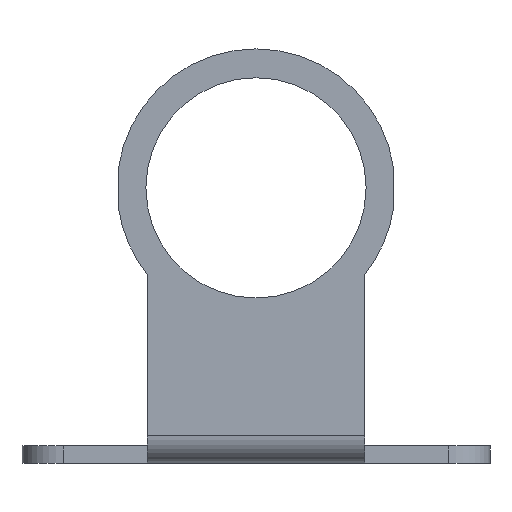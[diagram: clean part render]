
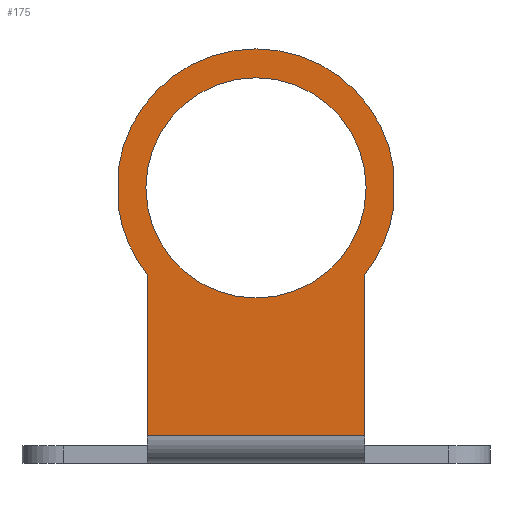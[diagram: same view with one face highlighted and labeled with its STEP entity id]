
A CAD part, front view. The second image highlights one B-rep face of the part: STEP entity #175.
In plain terms, the highlighted planar face has unit normal (0, -1, 0).
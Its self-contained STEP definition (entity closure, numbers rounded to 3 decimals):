
#10 = ORIENTED_EDGE ( 'NONE', *, *, #864, .F. ) ;
#18 = DIRECTION ( 'NONE',  ( 0., 0., -1. ) ) ;
#39 = VECTOR ( 'NONE', #384, 1000. ) ;
#82 = CIRCLE ( 'NONE', #602, 16. ) ;
#88 = VERTEX_POINT ( 'NONE', #1061 ) ;
#99 = LINE ( 'NONE', #531, #449 ) ;
#102 = FACE_OUTER_BOUND ( 'NONE', #671, .T. ) ;
#103 = EDGE_CURVE ( 'NONE', #567, #987, #717, .T. ) ;
#107 = ORIENTED_EDGE ( 'NONE', *, *, #807, .F. ) ;
#128 = CARTESIAN_POINT ( 'NONE',  ( 0., 0., 40. ) ) ;
#143 = CARTESIAN_POINT ( 'NONE',  ( -20., 0., 0. ) ) ;
#157 = EDGE_CURVE ( 'NONE', #358, #760, #461, .T. ) ;
#171 = ORIENTED_EDGE ( 'NONE', *, *, #302, .F. ) ;
#175 = ADVANCED_FACE ( 'NONE', ( #854, #102 ), #1077, .F. ) ;
#179 = AXIS2_PLACEMENT_3D ( 'NONE', #472, #741, #945 ) ;
#187 = AXIS2_PLACEMENT_3D ( 'NONE', #323, #429, #239 ) ;
#204 = DIRECTION ( 'NONE',  ( 0., 0., -1. ) ) ;
#239 = DIRECTION ( 'NONE',  ( 0., 0., 1. ) ) ;
#249 = CARTESIAN_POINT ( 'NONE',  ( 0., 0., 60.2 ) ) ;
#288 = AXIS2_PLACEMENT_3D ( 'NONE', #1166, #1151, #312 ) ;
#297 = CARTESIAN_POINT ( 'NONE',  ( 15.8, 0., 4. ) ) ;
#302 = EDGE_CURVE ( 'NONE', #308, #814, #99, .T. ) ;
#307 = VECTOR ( 'NONE', #204, 1000. ) ;
#308 = VERTEX_POINT ( 'NONE', #341 ) ;
#312 = DIRECTION ( 'NONE',  ( 0., 0., 1. ) ) ;
#323 = CARTESIAN_POINT ( 'NONE',  ( 0., 0., 40. ) ) ;
#335 = ORIENTED_EDGE ( 'NONE', *, *, #1068, .T. ) ;
#339 = EDGE_CURVE ( 'NONE', #760, #691, #622, .T. ) ;
#340 = CARTESIAN_POINT ( 'NONE',  ( -15.8, 0., 27.414 ) ) ;
#341 = CARTESIAN_POINT ( 'NONE',  ( -15.8, 0., 4. ) ) ;
#354 = DIRECTION ( 'NONE',  ( 0., 0., 1. ) ) ;
#358 = VERTEX_POINT ( 'NONE', #1214 ) ;
#367 = VECTOR ( 'NONE', #693, 1000. ) ;
#384 = DIRECTION ( 'NONE',  ( 1., 0., 0. ) ) ;
#391 = AXIS2_PLACEMENT_3D ( 'NONE', #1198, #1207, #354 ) ;
#403 = ORIENTED_EDGE ( 'NONE', *, *, #1143, .F. ) ;
#429 = DIRECTION ( 'NONE',  ( 0., 1., 0. ) ) ;
#442 = DIRECTION ( 'NONE',  ( 0., 1., 0. ) ) ;
#449 = VECTOR ( 'NONE', #450, 1000. ) ;
#450 = DIRECTION ( 'NONE',  ( 0., 0., 1. ) ) ;
#461 = CIRCLE ( 'NONE', #706, 20.2 ) ;
#472 = CARTESIAN_POINT ( 'NONE',  ( 0., 0., 40. ) ) ;
#473 = CIRCLE ( 'NONE', #179, 16. ) ;
#474 = CARTESIAN_POINT ( 'NONE',  ( 0., 0., 24. ) ) ;
#479 = CARTESIAN_POINT ( 'NONE',  ( 15.8, 0., 27.414 ) ) ;
#482 = EDGE_CURVE ( 'NONE', #761, #1065, #473, .T. ) ;
#492 = ORIENTED_EDGE ( 'NONE', *, *, #600, .T. ) ;
#496 = DIRECTION ( 'NONE',  ( 0., 1., 0. ) ) ;
#531 = CARTESIAN_POINT ( 'NONE',  ( -15.8, 0., 0. ) ) ;
#563 = LINE ( 'NONE', #297, #39 ) ;
#567 = VERTEX_POINT ( 'NONE', #479 ) ;
#578 = CARTESIAN_POINT ( 'NONE',  ( 15.8, 0., 27.414 ) ) ;
#588 = CARTESIAN_POINT ( 'NONE',  ( 20., 0., 42.835 ) ) ;
#600 = EDGE_CURVE ( 'NONE', #1065, #761, #82, .T. ) ;
#602 = AXIS2_PLACEMENT_3D ( 'NONE', #128, #496, #861 ) ;
#622 = CIRCLE ( 'NONE', #1069, 20.2 ) ;
#627 = ORIENTED_EDGE ( 'NONE', *, *, #482, .T. ) ;
#671 = EDGE_LOOP ( 'NONE', ( #171, #335, #778, #10, #1120, #901, #1019, #107, #403 ) ) ;
#683 = CARTESIAN_POINT ( 'NONE',  ( 0., 0., 40. ) ) ;
#691 = VERTEX_POINT ( 'NONE', #1054 ) ;
#693 = DIRECTION ( 'NONE',  ( 0., 0., 1. ) ) ;
#695 = DIRECTION ( 'NONE',  ( 0., 0., 1. ) ) ;
#706 = AXIS2_PLACEMENT_3D ( 'NONE', #683, #790, #695 ) ;
#711 = EDGE_CURVE ( 'NONE', #691, #961, #811, .T. ) ;
#717 = LINE ( 'NONE', #578, #307 ) ;
#741 = DIRECTION ( 'NONE',  ( 0., 1., 0. ) ) ;
#752 = CARTESIAN_POINT ( 'NONE',  ( 15.8, 0., 4. ) ) ;
#760 = VERTEX_POINT ( 'NONE', #249 ) ;
#761 = VERTEX_POINT ( 'NONE', #1182 ) ;
#778 = ORIENTED_EDGE ( 'NONE', *, *, #103, .F. ) ;
#790 = DIRECTION ( 'NONE',  ( 0., 1., 0. ) ) ;
#792 = LINE ( 'NONE', #143, #367 ) ;
#807 = EDGE_CURVE ( 'NONE', #88, #358, #792, .T. ) ;
#811 = LINE ( 'NONE', #588, #970 ) ;
#814 = VERTEX_POINT ( 'NONE', #340 ) ;
#822 = CARTESIAN_POINT ( 'NONE',  ( 20., 0., 37.165 ) ) ;
#854 = FACE_BOUND ( 'NONE', #993, .T. ) ;
#861 = DIRECTION ( 'NONE',  ( 0., 0., 1. ) ) ;
#864 = EDGE_CURVE ( 'NONE', #961, #567, #1135, .T. ) ;
#901 = ORIENTED_EDGE ( 'NONE', *, *, #339, .F. ) ;
#945 = DIRECTION ( 'NONE',  ( 0., 0., 1. ) ) ;
#961 = VERTEX_POINT ( 'NONE', #822 ) ;
#969 = CIRCLE ( 'NONE', #288, 20.2 ) ;
#970 = VECTOR ( 'NONE', #18, 1000. ) ;
#987 = VERTEX_POINT ( 'NONE', #752 ) ;
#993 = EDGE_LOOP ( 'NONE', ( #627, #492 ) ) ;
#998 = DIRECTION ( 'NONE',  ( 0., 0., 1. ) ) ;
#1011 = CARTESIAN_POINT ( 'NONE',  ( 0., 0., 40. ) ) ;
#1019 = ORIENTED_EDGE ( 'NONE', *, *, #157, .F. ) ;
#1054 = CARTESIAN_POINT ( 'NONE',  ( 20., 0., 42.835 ) ) ;
#1061 = CARTESIAN_POINT ( 'NONE',  ( -20., 0., 37.165 ) ) ;
#1065 = VERTEX_POINT ( 'NONE', #474 ) ;
#1068 = EDGE_CURVE ( 'NONE', #308, #987, #563, .T. ) ;
#1069 = AXIS2_PLACEMENT_3D ( 'NONE', #1011, #442, #998 ) ;
#1077 = PLANE ( 'NONE',  #187 ) ;
#1120 = ORIENTED_EDGE ( 'NONE', *, *, #711, .F. ) ;
#1135 = CIRCLE ( 'NONE', #391, 20.2 ) ;
#1143 = EDGE_CURVE ( 'NONE', #814, #88, #969, .T. ) ;
#1151 = DIRECTION ( 'NONE',  ( 0., 1., 0. ) ) ;
#1166 = CARTESIAN_POINT ( 'NONE',  ( 0., 0., 40. ) ) ;
#1182 = CARTESIAN_POINT ( 'NONE',  ( 0., 0., 56. ) ) ;
#1198 = CARTESIAN_POINT ( 'NONE',  ( 0., 0., 40. ) ) ;
#1207 = DIRECTION ( 'NONE',  ( 0., 1., 0. ) ) ;
#1214 = CARTESIAN_POINT ( 'NONE',  ( -20., 0., 42.835 ) ) ;
